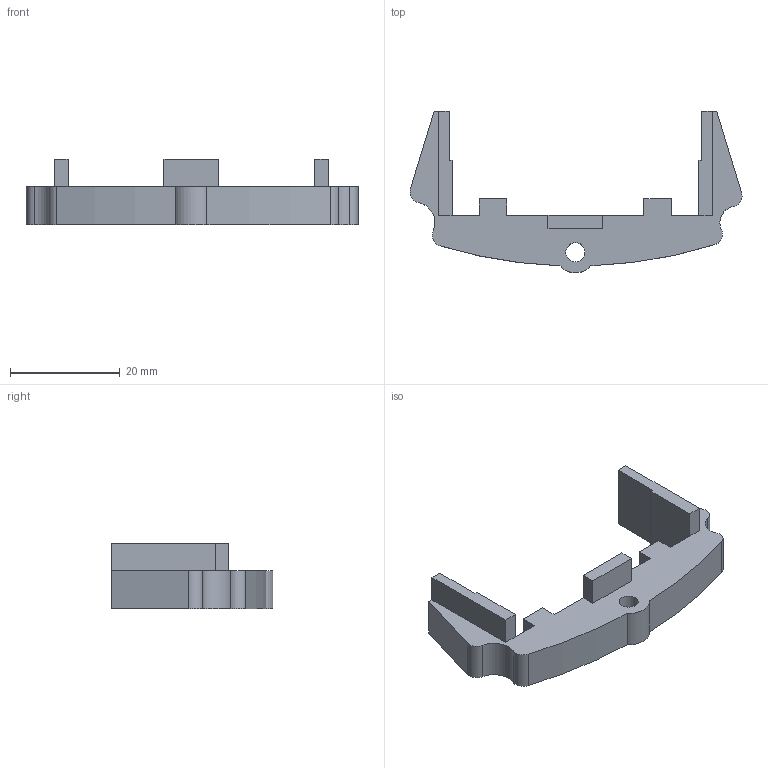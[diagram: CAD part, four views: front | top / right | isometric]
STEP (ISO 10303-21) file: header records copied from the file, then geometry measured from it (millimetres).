
FILE_DESCRIPTION(/* description */ (''),/* implementation_level */ '2;1');
FILE_NAME(/* name */ 'Booster_Mount.step',/* time_stamp */ '2025-07-15T14:53:00+09:00',/* author */ (''),/* organization */ (''),/* preprocessor_version */ 'ST-DEVELOPER v20.1',/* originating_system */ 'Autodesk Translation Framework v14.10.0.0',/* authorisation */ '');
FILE_SCHEMA (('AUTOMOTIVE_DESIGN { 1 0 10303 214 3 1 1 }'));
Length unit declared in the file: millimetre
Products named in the file (1): 昇圧回路固定具
Bounding box: 60.57 x 29.5 x 12 mm (x, y, z)
Volume: 5063.6 mm3; surface area: 3383.5 mm2
Topology: 1 solids, 1 shells, 41 faces, 115 edges, 76 vertices
Faces by surface type: plane 31, cylinder 10
Full cylindrical faces by diameter (mm): 3.5 x1
Entity records: 1350 total; most frequent: CARTESIAN_POINT 233, ORIENTED_EDGE 230, DIRECTION 219, EDGE_CURVE 115, LINE 95, VECTOR 95, VERTEX_POINT 76, AXIS2_PLACEMENT_3D 62
